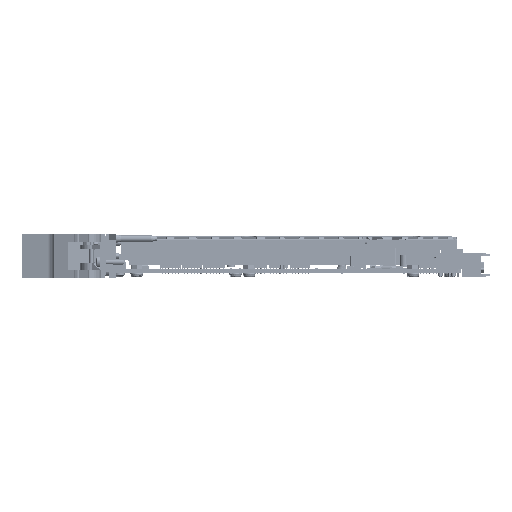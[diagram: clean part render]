
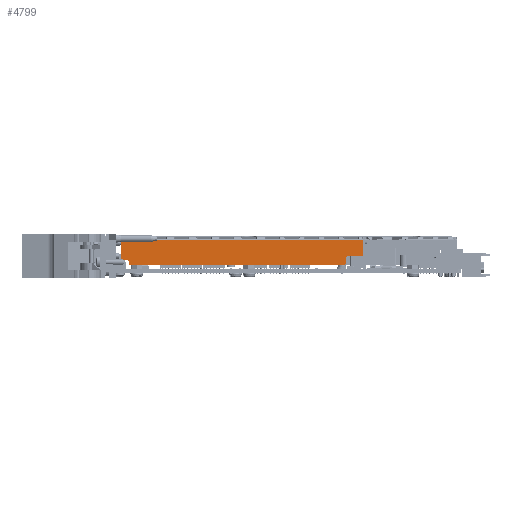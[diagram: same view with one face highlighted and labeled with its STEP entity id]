
A CAD part, front view. The second image highlights one B-rep face of the part: STEP entity #4799.
In plain terms, the highlighted planar face has unit normal (0, -1, 0).
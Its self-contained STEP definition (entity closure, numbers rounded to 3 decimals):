
#4799 = ADVANCED_FACE ( 'NONE', ( #100764 ), #197165, .F. ) ;
#20390 = CARTESIAN_POINT ( 'NONE',  ( -109.152, -28.803, 1.947 ) ) ;
#20391 = DIRECTION ( 'NONE',  ( 0., -1., 0. ) ) ;
#20392 = DIRECTION ( 'NONE',  ( 0., 0., 1. ) ) ;
#20912 = CARTESIAN_POINT ( 'NONE',  ( -9.869, -28.803, 3.947 ) ) ;
#20914 = DIRECTION ( 'NONE',  ( 0., 1., 0. ) ) ;
#20916 = DIRECTION ( 'NONE',  ( 0., 0., 1. ) ) ;
#22525 = CARTESIAN_POINT ( 'NONE',  ( 38.868, -28.803, 12.21 ) ) ;
#22527 = DIRECTION ( 'NONE',  ( 1., 0., 0. ) ) ;
#24799 = LINE ( 'NONE', #22525, #24804 ) ;
#24804 = VECTOR ( 'NONE', #22527, 1000. ) ;
#26822 = EDGE_LOOP ( 'NONE', ( #246403, #246405, #246408, #246411, #246414, #246417, #246419, #246422, #246425, #246427, #246430, #246433, #246436, #246438 ) ) ;
#48598 = CARTESIAN_POINT ( 'NONE',  ( -2.869, -28.803, 0.947 ) ) ;
#48600 = DIRECTION ( 'NONE',  ( 0., 0., 1. ) ) ;
#72204 = EDGE_CURVE ( 'NONE', #204720, #204745, #242381, .T. ) ;
#72410 = EDGE_CURVE ( 'NONE', #204738, #204745, #24799, .T. ) ;
#72619 = EDGE_CURVE ( 'NONE', #204772, #204776, #128020, .T. ) ;
#72649 = EDGE_CURVE ( 'NONE', #204766, #204738, #128213, .T. ) ;
#72670 = EDGE_CURVE ( 'NONE', #204767, #204769, #128351, .T. ) ;
#72683 = EDGE_CURVE ( 'NONE', #204769, #204772, #128411, .T. ) ;
#73264 = EDGE_CURVE ( 'NONE', #204767, #204779, #238378, .T. ) ;
#73329 = EDGE_CURVE ( 'NONE', #204754, #204743, #233951, .T. ) ;
#75028 = EDGE_CURVE ( 'NONE', #204746, #204743, #229809, .T. ) ;
#75309 = EDGE_CURVE ( 'NONE', #204766, #204776, #229916, .T. ) ;
#75361 = EDGE_CURVE ( 'NONE', #204754, #204756, #229938, .T. ) ;
#75483 = EDGE_CURVE ( 'NONE', #204746, #204720, #229986, .T. ) ;
#75514 = EDGE_CURVE ( 'NONE', #204749, #204756, #229993, .T. ) ;
#75744 = EDGE_CURVE ( 'NONE', #204749, #204779, #230084, .T. ) ;
#100764 = FACE_OUTER_BOUND ( 'NONE', #26822, .T. ) ;
#128020 = LINE ( 'NONE', #252817, #128048 ) ;
#128048 = VECTOR ( 'NONE', #252836, 1000. ) ;
#128213 = LINE ( 'NONE', #253062, #128225 ) ;
#128225 = VECTOR ( 'NONE', #253068, 1000. ) ;
#128351 = LINE ( 'NONE', #253144, #128372 ) ;
#128372 = VECTOR ( 'NONE', #253147, 1000. ) ;
#128411 = CIRCLE ( 'NONE', #143345, 1. ) ;
#143345 = AXIS2_PLACEMENT_3D ( 'NONE', #253194, #253195, #253196 ) ;
#143636 = AXIS2_PLACEMENT_3D ( 'NONE', #20390, #20391, #20392 ) ;
#143655 = AXIS2_PLACEMENT_3D ( 'NONE', #20912, #20914, #20916 ) ;
#143951 = AXIS2_PLACEMENT_3D ( 'NONE', #176869, #176872, #176874 ) ;
#143966 = AXIS2_PLACEMENT_3D ( 'NONE', #217661, #217663, #217665 ) ;
#143970 = AXIS2_PLACEMENT_3D ( 'NONE', #217785, #217787, #217788 ) ;
#152684 = AXIS2_PLACEMENT_3D ( 'NONE', #197179, #197181, #197183 ) ;
#175787 = CARTESIAN_POINT ( 'NONE',  ( -2.869, -28.803, 4.947 ) ) ;
#175790 = DIRECTION ( 'NONE',  ( -1., 0., 0. ) ) ;
#176869 = CARTESIAN_POINT ( 'NONE',  ( -112.752, -28.803, 4.447 ) ) ;
#176872 = DIRECTION ( 'NONE',  ( 0., -1., 0. ) ) ;
#176874 = DIRECTION ( 'NONE',  ( 0., 0., 1. ) ) ;
#197165 = PLANE ( 'NONE',  #152684 ) ;
#197179 = CARTESIAN_POINT ( 'NONE',  ( 38.868, -28.803, 0.947 ) ) ;
#197181 = DIRECTION ( 'NONE',  ( 0., 1., 0. ) ) ;
#197183 = DIRECTION ( 'NONE',  ( 0., 0., 1. ) ) ;
#204720 = VERTEX_POINT ( 'NONE', #242934 ) ;
#204738 = VERTEX_POINT ( 'NONE', #242949 ) ;
#204743 = VERTEX_POINT ( 'NONE', #242953 ) ;
#204745 = VERTEX_POINT ( 'NONE', #242954 ) ;
#204746 = VERTEX_POINT ( 'NONE', #242955 ) ;
#204749 = VERTEX_POINT ( 'NONE', #242957 ) ;
#204754 = VERTEX_POINT ( 'NONE', #242959 ) ;
#204756 = VERTEX_POINT ( 'NONE', #242961 ) ;
#204766 = VERTEX_POINT ( 'NONE', #242968 ) ;
#204767 = VERTEX_POINT ( 'NONE', #242970 ) ;
#204769 = VERTEX_POINT ( 'NONE', #242972 ) ;
#204772 = VERTEX_POINT ( 'NONE', #242974 ) ;
#204776 = VERTEX_POINT ( 'NONE', #242977 ) ;
#204779 = VERTEX_POINT ( 'NONE', #242979 ) ;
#217259 = CARTESIAN_POINT ( 'NONE',  ( -10.869, -28.803, 4.947 ) ) ;
#217260 = DIRECTION ( 'NONE',  ( 0., 0., -1. ) ) ;
#217661 = CARTESIAN_POINT ( 'NONE',  ( -3.869, -28.803, 5.947 ) ) ;
#217663 = DIRECTION ( 'NONE',  ( 0., -1., 0. ) ) ;
#217665 = DIRECTION ( 'NONE',  ( 0., 0., 1. ) ) ;
#217785 = CARTESIAN_POINT ( 'NONE',  ( -11.869, -28.803, 1.947 ) ) ;
#217787 = DIRECTION ( 'NONE',  ( 0., -1., 0. ) ) ;
#217788 = DIRECTION ( 'NONE',  ( 0., 0., 1. ) ) ;
#218549 = CARTESIAN_POINT ( 'NONE',  ( 38.868, -28.803, 0.947 ) ) ;
#218592 = DIRECTION ( 'NONE',  ( -1., 0., 0. ) ) ;
#229809 = LINE ( 'NONE', #175787, #229812 ) ;
#229812 = VECTOR ( 'NONE', #175790, 1000. ) ;
#229916 = CIRCLE ( 'NONE', #143951, 1. ) ;
#229938 = LINE ( 'NONE', #217259, #229941 ) ;
#229941 = VECTOR ( 'NONE', #217260, 1000. ) ;
#229986 = CIRCLE ( 'NONE', #143966, 1. ) ;
#229993 = CIRCLE ( 'NONE', #143970, 1. ) ;
#230084 = LINE ( 'NONE', #218549, #230094 ) ;
#230094 = VECTOR ( 'NONE', #218592, 1000. ) ;
#233951 = CIRCLE ( 'NONE', #143655, 1. ) ;
#238378 = CIRCLE ( 'NONE', #143636, 1. ) ;
#242377 = VECTOR ( 'NONE', #48600, 1000. ) ;
#242381 = LINE ( 'NONE', #48598, #242377 ) ;
#242934 = CARTESIAN_POINT ( 'NONE',  ( -2.869, -28.803, 5.947 ) ) ;
#242949 = CARTESIAN_POINT ( 'NONE',  ( -113.752, -28.803, 12.21 ) ) ;
#242953 = CARTESIAN_POINT ( 'NONE',  ( -9.869, -28.803, 4.947 ) ) ;
#242954 = CARTESIAN_POINT ( 'NONE',  ( -2.869, -28.803, 12.21 ) ) ;
#242955 = CARTESIAN_POINT ( 'NONE',  ( -3.869, -28.803, 4.947 ) ) ;
#242957 = CARTESIAN_POINT ( 'NONE',  ( -11.869, -28.803, 0.947 ) ) ;
#242959 = CARTESIAN_POINT ( 'NONE',  ( -10.869, -28.803, 3.947 ) ) ;
#242961 = CARTESIAN_POINT ( 'NONE',  ( -10.869, -28.803, 1.947 ) ) ;
#242968 = CARTESIAN_POINT ( 'NONE',  ( -113.752, -28.803, 4.447 ) ) ;
#242970 = CARTESIAN_POINT ( 'NONE',  ( -110.152, -28.803, 1.947 ) ) ;
#242972 = CARTESIAN_POINT ( 'NONE',  ( -110.152, -28.803, 2.447 ) ) ;
#242974 = CARTESIAN_POINT ( 'NONE',  ( -111.152, -28.803, 3.447 ) ) ;
#242977 = CARTESIAN_POINT ( 'NONE',  ( -112.752, -28.803, 3.447 ) ) ;
#242979 = CARTESIAN_POINT ( 'NONE',  ( -109.152, -28.803, 0.947 ) ) ;
#246403 = ORIENTED_EDGE ( 'NONE', *, *, #72649, .F. ) ;
#246405 = ORIENTED_EDGE ( 'NONE', *, *, #75309, .T. ) ;
#246408 = ORIENTED_EDGE ( 'NONE', *, *, #72619, .F. ) ;
#246411 = ORIENTED_EDGE ( 'NONE', *, *, #72683, .F. ) ;
#246414 = ORIENTED_EDGE ( 'NONE', *, *, #72670, .F. ) ;
#246417 = ORIENTED_EDGE ( 'NONE', *, *, #73264, .T. ) ;
#246419 = ORIENTED_EDGE ( 'NONE', *, *, #75744, .F. ) ;
#246422 = ORIENTED_EDGE ( 'NONE', *, *, #75514, .T. ) ;
#246425 = ORIENTED_EDGE ( 'NONE', *, *, #75361, .F. ) ;
#246427 = ORIENTED_EDGE ( 'NONE', *, *, #73329, .T. ) ;
#246430 = ORIENTED_EDGE ( 'NONE', *, *, #75028, .F. ) ;
#246433 = ORIENTED_EDGE ( 'NONE', *, *, #75483, .T. ) ;
#246436 = ORIENTED_EDGE ( 'NONE', *, *, #72204, .T. ) ;
#246438 = ORIENTED_EDGE ( 'NONE', *, *, #72410, .F. ) ;
#252817 = CARTESIAN_POINT ( 'NONE',  ( -113.752, -28.803, 3.447 ) ) ;
#252836 = DIRECTION ( 'NONE',  ( -1., 0., 0. ) ) ;
#253062 = CARTESIAN_POINT ( 'NONE',  ( -113.752, -28.803, 0.947 ) ) ;
#253068 = DIRECTION ( 'NONE',  ( 0., 0., 1. ) ) ;
#253144 = CARTESIAN_POINT ( 'NONE',  ( -110.152, -28.803, 2.447 ) ) ;
#253147 = DIRECTION ( 'NONE',  ( 0., 0., 1. ) ) ;
#253194 = CARTESIAN_POINT ( 'NONE',  ( -111.152, -28.803, 2.447 ) ) ;
#253195 = DIRECTION ( 'NONE',  ( 0., -1., 0. ) ) ;
#253196 = DIRECTION ( 'NONE',  ( -1., 0., 0. ) ) ;
